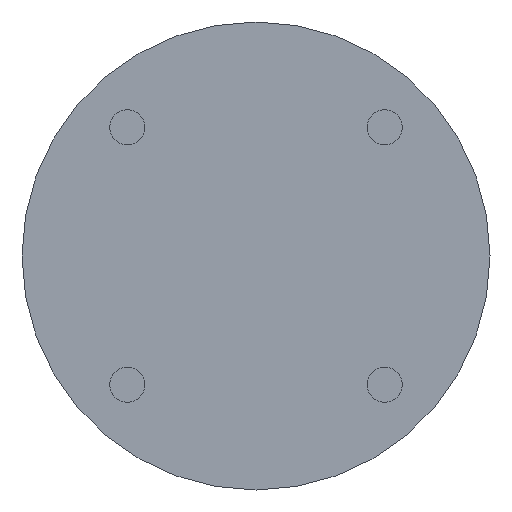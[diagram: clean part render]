
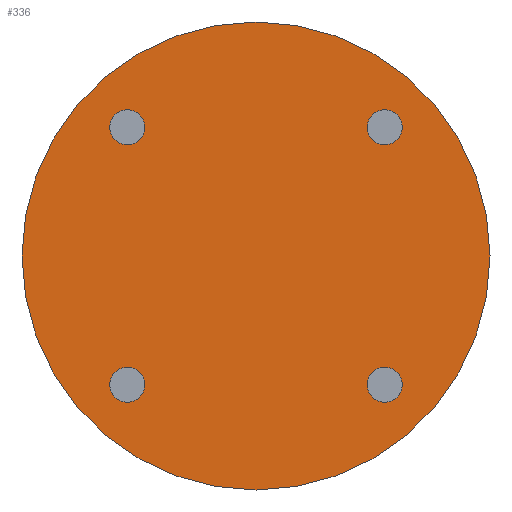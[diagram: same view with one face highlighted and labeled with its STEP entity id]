
A CAD part, front view. The second image highlights one B-rep face of the part: STEP entity #336.
In plain terms, the highlighted planar face has unit normal (0, -1, 0).
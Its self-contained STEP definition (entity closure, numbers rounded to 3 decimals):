
#8 = CARTESIAN_POINT ( 'NONE',  ( -11., 0., 9.5 ) ) ;
#10 = DIRECTION ( 'NONE',  ( 0., -1., 0. ) ) ;
#24 = CARTESIAN_POINT ( 'NONE',  ( 0., 0., 20. ) ) ;
#38 = AXIS2_PLACEMENT_3D ( 'NONE', #386, #474, #212 ) ;
#51 = CIRCLE ( 'NONE', #164, 20. ) ;
#57 = DIRECTION ( 'NONE',  ( 0., -1., 0. ) ) ;
#60 = EDGE_CURVE ( 'NONE', #233, #319, #269, .T. ) ;
#63 = FACE_BOUND ( 'NONE', #151, .T. ) ;
#70 = CARTESIAN_POINT ( 'NONE',  ( 11., 0., -12.5 ) ) ;
#74 = DIRECTION ( 'NONE',  ( 0., 0., 1. ) ) ;
#76 = EDGE_CURVE ( 'NONE', #141, #154, #398, .T. ) ;
#82 = FACE_OUTER_BOUND ( 'NONE', #449, .T. ) ;
#86 = EDGE_CURVE ( 'NONE', #106, #466, #166, .T. ) ;
#87 = CARTESIAN_POINT ( 'NONE',  ( 11., 0., 11. ) ) ;
#96 = DIRECTION ( 'NONE',  ( 0., -1., 0. ) ) ;
#98 = CIRCLE ( 'NONE', #140, 1.5 ) ;
#101 = AXIS2_PLACEMENT_3D ( 'NONE', #87, #304, #317 ) ;
#106 = VERTEX_POINT ( 'NONE', #443 ) ;
#111 = AXIS2_PLACEMENT_3D ( 'NONE', #296, #432, #120 ) ;
#113 = EDGE_LOOP ( 'NONE', ( #161, #277 ) ) ;
#117 = DIRECTION ( 'NONE',  ( 0., 1., 0. ) ) ;
#119 = EDGE_LOOP ( 'NONE', ( #209, #302 ) ) ;
#120 = DIRECTION ( 'NONE',  ( 0., 0., 1. ) ) ;
#121 = DIRECTION ( 'NONE',  ( 0., 0., -1. ) ) ;
#122 = DIRECTION ( 'NONE',  ( 0., 0., -1. ) ) ;
#125 = CIRCLE ( 'NONE', #293, 1.5 ) ;
#136 = VERTEX_POINT ( 'NONE', #221 ) ;
#140 = AXIS2_PLACEMENT_3D ( 'NONE', #565, #291, #121 ) ;
#141 = VERTEX_POINT ( 'NONE', #400 ) ;
#142 = CIRCLE ( 'NONE', #414, 1.5 ) ;
#149 = CARTESIAN_POINT ( 'NONE',  ( 11., 0., 12.5 ) ) ;
#151 = EDGE_LOOP ( 'NONE', ( #566, #312 ) ) ;
#154 = VERTEX_POINT ( 'NONE', #8 ) ;
#156 = AXIS2_PLACEMENT_3D ( 'NONE', #534, #96, #262 ) ;
#161 = ORIENTED_EDGE ( 'NONE', *, *, #389, .F. ) ;
#164 = AXIS2_PLACEMENT_3D ( 'NONE', #567, #117, #74 ) ;
#166 = CIRCLE ( 'NONE', #156, 1.5 ) ;
#172 = EDGE_CURVE ( 'NONE', #286, #136, #125, .T. ) ;
#185 = DIRECTION ( 'NONE',  ( 0., 0., -1. ) ) ;
#191 = ORIENTED_EDGE ( 'NONE', *, *, #446, .F. ) ;
#209 = ORIENTED_EDGE ( 'NONE', *, *, #270, .F. ) ;
#212 = DIRECTION ( 'NONE',  ( 0., 0., 1. ) ) ;
#221 = CARTESIAN_POINT ( 'NONE',  ( 11., 0., -9.5 ) ) ;
#233 = VERTEX_POINT ( 'NONE', #149 ) ;
#240 = VERTEX_POINT ( 'NONE', #24 ) ;
#244 = AXIS2_PLACEMENT_3D ( 'NONE', #542, #499, #256 ) ;
#246 = EDGE_LOOP ( 'NONE', ( #364, #393 ) ) ;
#251 = CIRCLE ( 'NONE', #332, 1.5 ) ;
#256 = DIRECTION ( 'NONE',  ( 0., 0., -1. ) ) ;
#262 = DIRECTION ( 'NONE',  ( 0., 0., -1. ) ) ;
#269 = CIRCLE ( 'NONE', #101, 1.5 ) ;
#270 = EDGE_CURVE ( 'NONE', #319, #233, #484, .T. ) ;
#277 = ORIENTED_EDGE ( 'NONE', *, *, #86, .F. ) ;
#278 = CARTESIAN_POINT ( 'NONE',  ( 11., 0., 9.5 ) ) ;
#280 = ORIENTED_EDGE ( 'NONE', *, *, #403, .F. ) ;
#282 = DIRECTION ( 'NONE',  ( 0., -1., 0. ) ) ;
#284 = AXIS2_PLACEMENT_3D ( 'NONE', #373, #282, #554 ) ;
#286 = VERTEX_POINT ( 'NONE', #70 ) ;
#291 = DIRECTION ( 'NONE',  ( 0., -1., 0. ) ) ;
#293 = AXIS2_PLACEMENT_3D ( 'NONE', #406, #10, #185 ) ;
#296 = CARTESIAN_POINT ( 'NONE',  ( 0., 0., 0. ) ) ;
#302 = ORIENTED_EDGE ( 'NONE', *, *, #60, .F. ) ;
#304 = DIRECTION ( 'NONE',  ( 0., -1., 0. ) ) ;
#312 = ORIENTED_EDGE ( 'NONE', *, *, #555, .F. ) ;
#317 = DIRECTION ( 'NONE',  ( 0., 0., -1. ) ) ;
#319 = VERTEX_POINT ( 'NONE', #278 ) ;
#332 = AXIS2_PLACEMENT_3D ( 'NONE', #526, #347, #122 ) ;
#336 = ADVANCED_FACE ( 'NONE', ( #503, #454, #557, #63, #82 ), #524, .F. ) ;
#347 = DIRECTION ( 'NONE',  ( 0., -1., 0. ) ) ;
#364 = ORIENTED_EDGE ( 'NONE', *, *, #442, .F. ) ;
#366 = CARTESIAN_POINT ( 'NONE',  ( 11., 0., -11. ) ) ;
#373 = CARTESIAN_POINT ( 'NONE',  ( 11., 0., 11. ) ) ;
#381 = VERTEX_POINT ( 'NONE', #392 ) ;
#386 = CARTESIAN_POINT ( 'NONE',  ( 0., 0., 0. ) ) ;
#389 = EDGE_CURVE ( 'NONE', #466, #106, #98, .T. ) ;
#392 = CARTESIAN_POINT ( 'NONE',  ( 0., 0., -20. ) ) ;
#393 = ORIENTED_EDGE ( 'NONE', *, *, #76, .F. ) ;
#398 = CIRCLE ( 'NONE', #244, 1.5 ) ;
#400 = CARTESIAN_POINT ( 'NONE',  ( -11., 0., 12.5 ) ) ;
#403 = EDGE_CURVE ( 'NONE', #381, #240, #51, .T. ) ;
#406 = CARTESIAN_POINT ( 'NONE',  ( 11., 0., -11. ) ) ;
#414 = AXIS2_PLACEMENT_3D ( 'NONE', #366, #57, #504 ) ;
#432 = DIRECTION ( 'NONE',  ( 0., 1., 0. ) ) ;
#442 = EDGE_CURVE ( 'NONE', #154, #141, #251, .T. ) ;
#443 = CARTESIAN_POINT ( 'NONE',  ( -11., 0., -9.5 ) ) ;
#446 = EDGE_CURVE ( 'NONE', #240, #381, #551, .T. ) ;
#449 = EDGE_LOOP ( 'NONE', ( #280, #191 ) ) ;
#454 = FACE_BOUND ( 'NONE', #119, .T. ) ;
#466 = VERTEX_POINT ( 'NONE', #478 ) ;
#474 = DIRECTION ( 'NONE',  ( 0., 1., 0. ) ) ;
#478 = CARTESIAN_POINT ( 'NONE',  ( -11., 0., -12.5 ) ) ;
#484 = CIRCLE ( 'NONE', #284, 1.5 ) ;
#499 = DIRECTION ( 'NONE',  ( 0., -1., 0. ) ) ;
#503 = FACE_BOUND ( 'NONE', #113, .T. ) ;
#504 = DIRECTION ( 'NONE',  ( 0., 0., -1. ) ) ;
#524 = PLANE ( 'NONE',  #38 ) ;
#526 = CARTESIAN_POINT ( 'NONE',  ( -11., 0., 11. ) ) ;
#534 = CARTESIAN_POINT ( 'NONE',  ( -11., 0., -11. ) ) ;
#542 = CARTESIAN_POINT ( 'NONE',  ( -11., 0., 11. ) ) ;
#551 = CIRCLE ( 'NONE', #111, 20. ) ;
#554 = DIRECTION ( 'NONE',  ( 0., 0., -1. ) ) ;
#555 = EDGE_CURVE ( 'NONE', #136, #286, #142, .T. ) ;
#557 = FACE_BOUND ( 'NONE', #246, .T. ) ;
#565 = CARTESIAN_POINT ( 'NONE',  ( -11., 0., -11. ) ) ;
#566 = ORIENTED_EDGE ( 'NONE', *, *, #172, .F. ) ;
#567 = CARTESIAN_POINT ( 'NONE',  ( 0., 0., 0. ) ) ;
